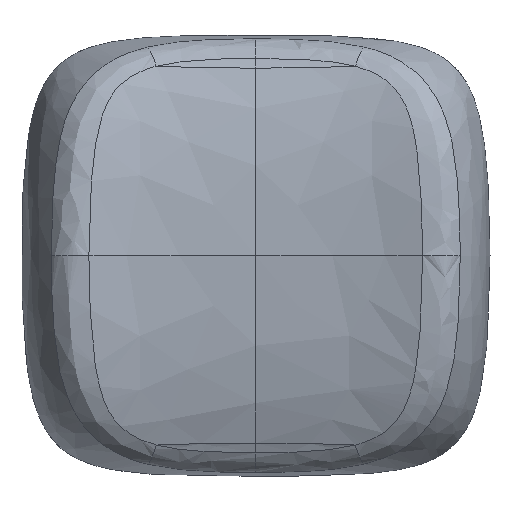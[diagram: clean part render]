
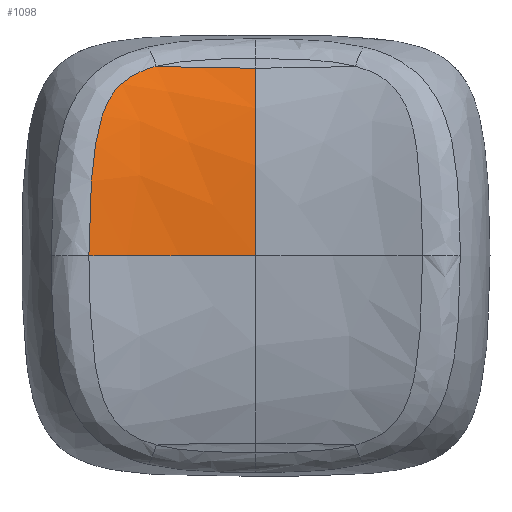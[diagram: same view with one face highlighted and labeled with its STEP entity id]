
A CAD part, top view. The second image highlights one B-rep face of the part: STEP entity #1098.
In plain terms, the highlighted free-form (B-spline) face has degree [3, 3] with [5, 5] control points.
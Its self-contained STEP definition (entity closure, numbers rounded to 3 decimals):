
#15=(
BOUNDED_CURVE()
B_SPLINE_CURVE(5,(#6837,#6838,#6839,#6840,#6841,#6842,#6843),
 .UNSPECIFIED.,.F.,.F.)
B_SPLINE_CURVE_WITH_KNOTS((6,1,6),(-1.,-0.8,-0.62),
 .UNSPECIFIED.)
CURVE()
GEOMETRIC_REPRESENTATION_ITEM()
RATIONAL_B_SPLINE_CURVE((1.,1.,1.,1.,1.,1.,1.))
REPRESENTATION_ITEM('')
);
#16=(
BOUNDED_CURVE()
B_SPLINE_CURVE(5,(#6874,#6875,#6876,#6877,#6878,#6879,#6880,#6881,#6882,
#6883),.UNSPECIFIED.,.F.,.F.)
B_SPLINE_CURVE_WITH_KNOTS((6,1,1,1,1,6),(0.183,0.2,0.4,0.6,0.8,
1.),.UNSPECIFIED.)
CURVE()
GEOMETRIC_REPRESENTATION_ITEM()
RATIONAL_B_SPLINE_CURVE((1.,1.,1.,1.,1.,1.,1.,1.,1.,1.))
REPRESENTATION_ITEM('')
);
#35=B_SPLINE_SURFACE_WITH_KNOTS('',3,3,((#6848,#6849,#6850,#6851,#6852),
(#6853,#6854,#6855,#6856,#6857),(#6858,#6859,#6860,#6861,#6862),(#6863,
#6864,#6865,#6866,#6867),(#6868,#6869,#6870,#6871,#6872)),.UNSPECIFIED.,
 .F.,.F.,.F.,(4,1,4),(4,1,4),(-1.,-0.533,-0.183),
(0.,0.571,1.),.UNSPECIFIED.);
#96=B_SPLINE_CURVE_WITH_KNOTS('',3,(#6611,#6612,#6613,#6614,#6615,#6616,
#6617,#6618,#6619,#6620,#6621),.UNSPECIFIED.,.F.,.F.,(4,1,1,1,1,1,1,1,4),
(0.,0.231,0.347,0.462,0.52,
0.578,0.636,0.693,0.809),
 .UNSPECIFIED.);
#103=B_SPLINE_CURVE_WITH_KNOTS('',3,(#6884,#6885,#6886,#6887,#6888),
 .UNSPECIFIED.,.F.,.F.,(4,1,4),(0.,0.571,1.),.UNSPECIFIED.);
#184=FACE_OUTER_BOUND('',#247,.T.);
#247=EDGE_LOOP('',(#1003,#1004,#1005,#1006));
#512=VERTEX_POINT('',#6541);
#513=VERTEX_POINT('',#6610);
#518=VERTEX_POINT('',#6836);
#519=VERTEX_POINT('',#6873);
#669=EDGE_CURVE('',#512,#513,#96,.T.);
#680=EDGE_CURVE('',#518,#513,#15,.T.);
#682=EDGE_CURVE('',#512,#519,#16,.T.);
#683=EDGE_CURVE('',#519,#518,#103,.T.);
#1003=ORIENTED_EDGE('',*,*,#669,.F.);
#1004=ORIENTED_EDGE('',*,*,#682,.T.);
#1005=ORIENTED_EDGE('',*,*,#683,.T.);
#1006=ORIENTED_EDGE('',*,*,#680,.T.);
#1098=ADVANCED_FACE('',(#184),#35,.F.);
#6541=CARTESIAN_POINT('',(-6.23,0.,5.526));
#6610=CARTESIAN_POINT('',(-3.72,7.071,3.977));
#6611=CARTESIAN_POINT('Ctrl Pts',(-6.23,0.,
5.526));
#6612=CARTESIAN_POINT('Ctrl Pts',(-6.23,0.787,5.526));
#6613=CARTESIAN_POINT('Ctrl Pts',(-6.203,1.979,5.494));
#6614=CARTESIAN_POINT('Ctrl Pts',(-6.075,3.587,5.319));
#6615=CARTESIAN_POINT('Ctrl Pts',(-5.922,4.591,5.126));
#6616=CARTESIAN_POINT('Ctrl Pts',(-5.702,5.358,4.905));
#6617=CARTESIAN_POINT('Ctrl Pts',(-5.463,5.889,4.708));
#6618=CARTESIAN_POINT('Ctrl Pts',(-5.127,6.336,4.494));
#6619=CARTESIAN_POINT('Ctrl Pts',(-4.565,6.787,4.221));
#6620=CARTESIAN_POINT('Ctrl Pts',(-4.064,6.978,4.062));
#6621=CARTESIAN_POINT('Ctrl Pts',(-3.72,7.071,3.977));
#6836=CARTESIAN_POINT('',(0.,7.,3.799));
#6837=CARTESIAN_POINT('Ctrl Pts',(0.,7.,
3.799));
#6838=CARTESIAN_POINT('Ctrl Pts',(-0.506,7.,3.799));
#6839=CARTESIAN_POINT('Ctrl Pts',(-1.405,7.004,3.809));
#6840=CARTESIAN_POINT('Ctrl Pts',(-2.184,7.016,3.839));
#6841=CARTESIAN_POINT('Ctrl Pts',(-2.86,7.035,3.886));
#6842=CARTESIAN_POINT('Ctrl Pts',(-3.455,7.059,3.946));
#6843=CARTESIAN_POINT('Ctrl Pts',(-3.72,7.071,3.977));
#6848=CARTESIAN_POINT('Ctrl Pts',(0.,0.,
4.8));
#6849=CARTESIAN_POINT('Ctrl Pts',(0.,2.41,
4.8));
#6850=CARTESIAN_POINT('Ctrl Pts',(0.,4.949,
4.502));
#6851=CARTESIAN_POINT('Ctrl Pts',(0.,6.448,
4.021));
#6852=CARTESIAN_POINT('Ctrl Pts',(0.,7.,
3.799));
#6853=CARTESIAN_POINT('Ctrl Pts',(-1.969,0.,
4.8));
#6854=CARTESIAN_POINT('Ctrl Pts',(-1.969,2.41,4.8));
#6855=CARTESIAN_POINT('Ctrl Pts',(-1.969,4.949,4.502));
#6856=CARTESIAN_POINT('Ctrl Pts',(-1.969,6.448,4.021));
#6857=CARTESIAN_POINT('Ctrl Pts',(-1.969,7.,3.799));
#6858=CARTESIAN_POINT('Ctrl Pts',(-4.297,0.,
4.998));
#6859=CARTESIAN_POINT('Ctrl Pts',(-4.297,2.419,4.997));
#6860=CARTESIAN_POINT('Ctrl Pts',(-4.297,4.987,4.698));
#6861=CARTESIAN_POINT('Ctrl Pts',(-4.297,6.509,4.209));
#6862=CARTESIAN_POINT('Ctrl Pts',(-4.297,7.074,3.982));
#6863=CARTESIAN_POINT('Ctrl Pts',(-5.698,0.,
5.359));
#6864=CARTESIAN_POINT('Ctrl Pts',(-5.698,2.435,5.359));
#6865=CARTESIAN_POINT('Ctrl Pts',(-5.698,5.057,5.055));
#6866=CARTESIAN_POINT('Ctrl Pts',(-5.698,6.621,4.554));
#6867=CARTESIAN_POINT('Ctrl Pts',(-5.698,7.208,4.317));
#6868=CARTESIAN_POINT('Ctrl Pts',(-6.23,0.,
5.526));
#6869=CARTESIAN_POINT('Ctrl Pts',(-6.23,2.442,5.526));
#6870=CARTESIAN_POINT('Ctrl Pts',(-6.23,5.089,5.221));
#6871=CARTESIAN_POINT('Ctrl Pts',(-6.23,6.673,4.713));
#6872=CARTESIAN_POINT('Ctrl Pts',(-6.23,7.271,4.473));
#6873=CARTESIAN_POINT('',(0.,0.,4.8));
#6874=CARTESIAN_POINT('Ctrl Pts',(-6.23,0.,
5.526));
#6875=CARTESIAN_POINT('Ctrl Pts',(-6.215,0.,
5.522));
#6876=CARTESIAN_POINT('Ctrl Pts',(-6.016,0.,
5.46));
#6877=CARTESIAN_POINT('Ctrl Pts',(-5.617,0.,
5.344));
#6878=CARTESIAN_POINT('Ctrl Pts',(-4.967,0.,
5.182));
#6879=CARTESIAN_POINT('Ctrl Pts',(-3.961,0.,
4.995));
#6880=CARTESIAN_POINT('Ctrl Pts',(-2.674,0.,
4.864));
#6881=CARTESIAN_POINT('Ctrl Pts',(-1.452,0.,
4.812));
#6882=CARTESIAN_POINT('Ctrl Pts',(-0.506,0.,
4.8));
#6883=CARTESIAN_POINT('Ctrl Pts',(0.,0.,
4.8));
#6884=CARTESIAN_POINT('Ctrl Pts',(0.,0.,
4.8));
#6885=CARTESIAN_POINT('Ctrl Pts',(0.,2.41,
4.8));
#6886=CARTESIAN_POINT('Ctrl Pts',(0.,4.949,
4.502));
#6887=CARTESIAN_POINT('Ctrl Pts',(0.,6.448,
4.021));
#6888=CARTESIAN_POINT('Ctrl Pts',(0.,7.,
3.799));
